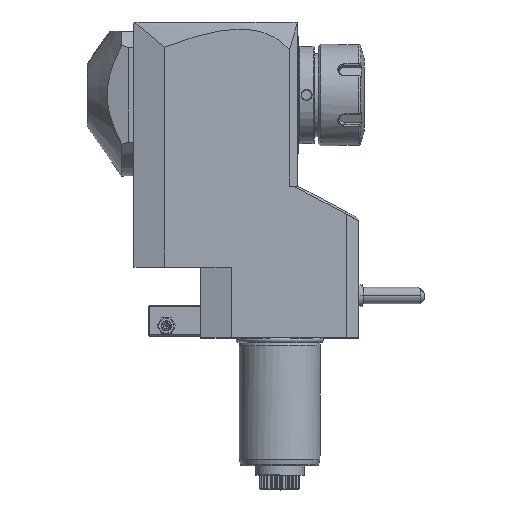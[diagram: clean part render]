
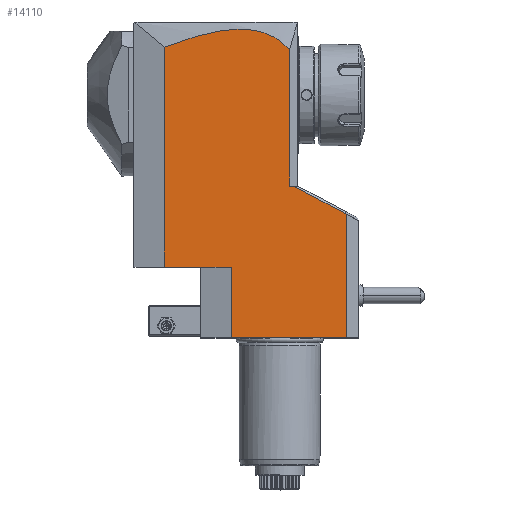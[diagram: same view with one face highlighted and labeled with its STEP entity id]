
A CAD part, top view. The second image highlights one B-rep face of the part: STEP entity #14110.
In plain terms, the highlighted planar face has unit normal (0, 0, 1).
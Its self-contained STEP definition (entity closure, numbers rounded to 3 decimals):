
#17=DIRECTION('',(-1.,0.,0.));
#18=VECTOR('',#17,57.);
#19=CARTESIAN_POINT('',(33.,0.,37.5));
#20=LINE('',#19,#18);
#200=DIRECTION('',(0.,-1.,0.));
#201=VECTOR('',#200,108.515);
#202=CARTESIAN_POINT('',(-57.,143.515,37.5));
#203=LINE('',#202,#201);
#223=CARTESIAN_POINT('',(4.8,142.483,37.5));
#224=CARTESIAN_POINT('',(4.571,142.734,37.5));
#225=CARTESIAN_POINT('',(4.111,143.223,37.5));
#226=CARTESIAN_POINT('',(3.414,143.919,37.5));
#227=CARTESIAN_POINT('',(2.71,144.579,37.5));
#228=CARTESIAN_POINT('',(1.998,145.207,37.5));
#229=CARTESIAN_POINT('',(1.277,145.802,37.5));
#230=CARTESIAN_POINT('',(0.546,146.368,37.5));
#231=CARTESIAN_POINT('',(-0.196,146.905,37.5));
#232=CARTESIAN_POINT('',(-0.95,147.415,37.5));
#233=CARTESIAN_POINT('',(-1.718,147.899,37.5));
#234=CARTESIAN_POINT('',(-2.501,148.358,37.5));
#235=CARTESIAN_POINT('',(-3.299,148.792,37.5));
#236=CARTESIAN_POINT('',(-4.115,149.203,37.5));
#237=CARTESIAN_POINT('',(-4.95,149.59,37.5));
#238=CARTESIAN_POINT('',(-5.806,149.954,37.5));
#239=CARTESIAN_POINT('',(-6.684,150.296,37.5));
#240=CARTESIAN_POINT('',(-7.587,150.614,37.5));
#241=CARTESIAN_POINT('',(-8.517,150.909,37.5));
#242=CARTESIAN_POINT('',(-9.476,151.181,37.5));
#243=CARTESIAN_POINT('',(-10.466,151.429,37.5));
#244=CARTESIAN_POINT('',(-11.491,151.653,37.5));
#245=CARTESIAN_POINT('',(-12.553,151.851,37.5));
#246=CARTESIAN_POINT('',(-13.656,152.022,37.5));
#247=CARTESIAN_POINT('',(-14.803,152.166,37.5));
#248=CARTESIAN_POINT('',(-15.998,152.28,37.5));
#249=CARTESIAN_POINT('',(-17.244,152.363,37.5));
#250=CARTESIAN_POINT('',(-18.547,152.412,37.5));
#251=CARTESIAN_POINT('',(-19.913,152.425,37.5));
#252=CARTESIAN_POINT('',(-21.345,152.399,37.5));
#253=CARTESIAN_POINT('',(-22.85,152.33,37.5));
#254=CARTESIAN_POINT('',(-24.437,152.216,37.5));
#255=CARTESIAN_POINT('',(-26.113,152.051,37.5));
#256=CARTESIAN_POINT('',(-27.884,151.83,37.5));
#257=CARTESIAN_POINT('',(-29.761,151.549,37.5));
#258=CARTESIAN_POINT('',(-31.76,151.198,37.5));
#259=CARTESIAN_POINT('',(-33.892,150.771,37.5));
#260=CARTESIAN_POINT('',(-36.172,150.258,37.5));
#261=CARTESIAN_POINT('',(-38.613,149.65,37.5));
#262=CARTESIAN_POINT('',(-41.227,148.937,37.5));
#263=CARTESIAN_POINT('',(-44.023,148.108,37.5));
#264=CARTESIAN_POINT('',(-46.998,147.158,37.5));
#265=CARTESIAN_POINT('',(-50.149,146.083,37.5));
#266=CARTESIAN_POINT('',(-53.475,144.877,37.5));
#267=CARTESIAN_POINT('',(-55.806,143.984,37.5));
#268=CARTESIAN_POINT('',(-57.,143.515,37.5));
#270=DIRECTION('',(0.,-1.,0.));
#271=VECTOR('',#270,67.483);
#272=CARTESIAN_POINT('',(4.8,142.483,37.5));
#273=LINE('',#272,#271);
#274=DIRECTION('',(-0.883,0.469,0.));
#275=VECTOR('',#274,29.519);
#276=CARTESIAN_POINT('',(32.842,61.142,37.5));
#277=LINE('',#276,#275);
#278=DIRECTION('',(-0.883,0.469,0.));
#279=VECTOR('',#278,0.179);
#280=CARTESIAN_POINT('',(33.,61.058,37.5));
#281=LINE('',#280,#279);
#298=DIRECTION('',(1.,0.,0.));
#299=VECTOR('',#298,33.);
#300=CARTESIAN_POINT('',(-57.,35.,37.5));
#301=LINE('',#300,#299);
#302=DIRECTION('',(0.,-1.,0.));
#303=VECTOR('',#302,35.);
#304=CARTESIAN_POINT('',(-24.,35.,37.5));
#305=LINE('',#304,#303);
#2619=DIRECTION('',(1.,0.,0.));
#2620=VECTOR('',#2619,1.978);
#2621=CARTESIAN_POINT('',(4.8,75.,37.5));
#2622=LINE('',#2621,#2620);
#2675=DIRECTION('',(0.,1.,0.));
#2676=VECTOR('',#2675,61.058);
#2677=CARTESIAN_POINT('',(33.,0.,37.5));
#2678=LINE('',#2677,#2676);
#13146=CARTESIAN_POINT('',(6.778,75.,37.5));
#13148=VERTEX_POINT('',#13146);
#13172=CARTESIAN_POINT('',(-24.,35.,37.5));
#13173=VERTEX_POINT('',#13172);
#13198=VERTEX_POINT('',#223);
#13199=VERTEX_POINT('',#268);
#13224=CARTESIAN_POINT('',(4.8,75.,37.5));
#13225=VERTEX_POINT('',#13224);
#13521=CARTESIAN_POINT('',(-57.,35.,37.5));
#13523=VERTEX_POINT('',#13521);
#13530=CARTESIAN_POINT('',(33.,61.058,37.5));
#13532=VERTEX_POINT('',#13530);
#13545=CARTESIAN_POINT('',(33.,0.,37.5));
#13546=VERTEX_POINT('',#13545);
#13547=CARTESIAN_POINT('',(-24.,0.,37.5));
#13548=VERTEX_POINT('',#13547);
#13822=CARTESIAN_POINT('',(32.842,61.142,37.5));
#13824=VERTEX_POINT('',#13822);
#14085=CARTESIAN_POINT('',(-39.202,35.,37.5));
#14086=DIRECTION('',(0.,0.,1.));
#14087=DIRECTION('',(1.,0.,0.));
#14088=AXIS2_PLACEMENT_3D('',#14085,#14086,#14087);
#14089=PLANE('',#14088);
#14091=ORIENTED_EDGE('',*,*,#14090,.F.);
#14092=ORIENTED_EDGE('',*,*,#14071,.F.);
#14094=ORIENTED_EDGE('',*,*,#14093,.F.);
#14096=ORIENTED_EDGE('',*,*,#14095,.T.);
#14098=ORIENTED_EDGE('',*,*,#14097,.T.);
#14100=ORIENTED_EDGE('',*,*,#14099,.F.);
#14102=ORIENTED_EDGE('',*,*,#14101,.F.);
#14104=ORIENTED_EDGE('',*,*,#14103,.F.);
#14105=ORIENTED_EDGE('',*,*,#13948,.T.);
#14107=ORIENTED_EDGE('',*,*,#14106,.F.);
#14108=EDGE_LOOP('',(#14091,#14092,#14094,#14096,#14098,#14100,#14102,#14104,
#14105,#14107));
#14109=FACE_OUTER_BOUND('',#14108,.F.);
#269=B_SPLINE_CURVE_WITH_KNOTS('',3,(#223,#224,#225,#226,#227,#228,#229,#230,
#231,#232,#233,#234,#235,#236,#237,#238,#239,#240,#241,#242,#243,#244,#245,#246,
#247,#248,#249,#250,#251,#252,#253,#254,#255,#256,#257,#258,#259,#260,#261,#262,
#263,#264,#265,#266,#267,#268),.UNSPECIFIED.,.F.,.F.,(4,1,1,1,1,1,1,1,1,1,1,1,1,
1,1,1,1,1,1,1,1,1,1,1,1,1,1,1,1,1,1,1,1,1,1,1,1,1,1,1,1,1,1,4),(0.,
0.023,0.047,0.07,0.093,
0.116,0.14,0.163,0.186,
0.209,0.233,0.256,0.279,
0.302,0.326,0.349,0.372,
0.395,0.419,0.442,0.465,
0.488,0.512,0.535,0.558,
0.581,0.605,0.628,0.651,
0.674,0.698,0.721,0.744,
0.767,0.791,0.814,0.837,
0.86,0.884,0.907,0.93,
0.953,0.977,1.),.UNSPECIFIED.);
#13948=EDGE_CURVE('',#13546,#13548,#20,.T.);
#14071=EDGE_CURVE('',#13199,#13523,#203,.T.);
#14090=EDGE_CURVE('',#13523,#13173,#301,.T.);
#14093=EDGE_CURVE('',#13198,#13199,#269,.T.);
#14095=EDGE_CURVE('',#13198,#13225,#273,.T.);
#14097=EDGE_CURVE('',#13225,#13148,#2622,.T.);
#14099=EDGE_CURVE('',#13824,#13148,#277,.T.);
#14101=EDGE_CURVE('',#13532,#13824,#281,.T.);
#14103=EDGE_CURVE('',#13546,#13532,#2678,.T.);
#14106=EDGE_CURVE('',#13173,#13548,#305,.T.);
#14110=ADVANCED_FACE('',(#14109),#14089,.T.);
